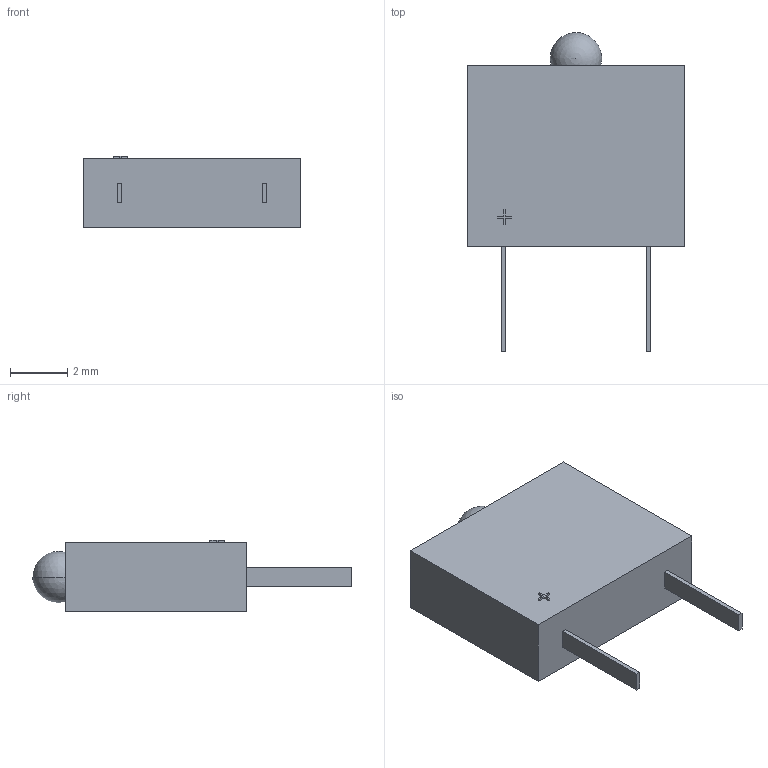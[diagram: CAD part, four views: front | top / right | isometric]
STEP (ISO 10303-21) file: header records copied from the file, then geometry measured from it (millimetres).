
FILE_DESCRIPTION (( 'STEP AP214' ), '1' );
FILE_NAME ('2520EJ-1.STEP', '2008-08-29T15:58:11', ( '' ), ( '' ), 'SwSTEP 2.0', 'SolidWorks 2008', '' );
FILE_SCHEMA (( 'AUTOMOTIVE_DESIGN' ));
Length unit declared in the file: millimetre
Products named in the file (1): 2520EJ-1
Bounding box: 7.62 x 11.17 x 2.52 mm (x, y, z)
Volume: 120.9 mm3; surface area: 181.6 mm2
Topology: 1 solids, 1 shells, 314 faces, 846 edges, 564 vertices
Faces by surface type: plane 196, bspline 116, sphere 2
Entity records: 18650 total; most frequent: CARTESIAN_POINT 8105, ORIENTED_EDGE 1682, DIRECTION 1011, EDGE_CURVE 841, LINE 605, VECTOR 605, VERTEX_POINT 561, EDGE_LOOP 346
